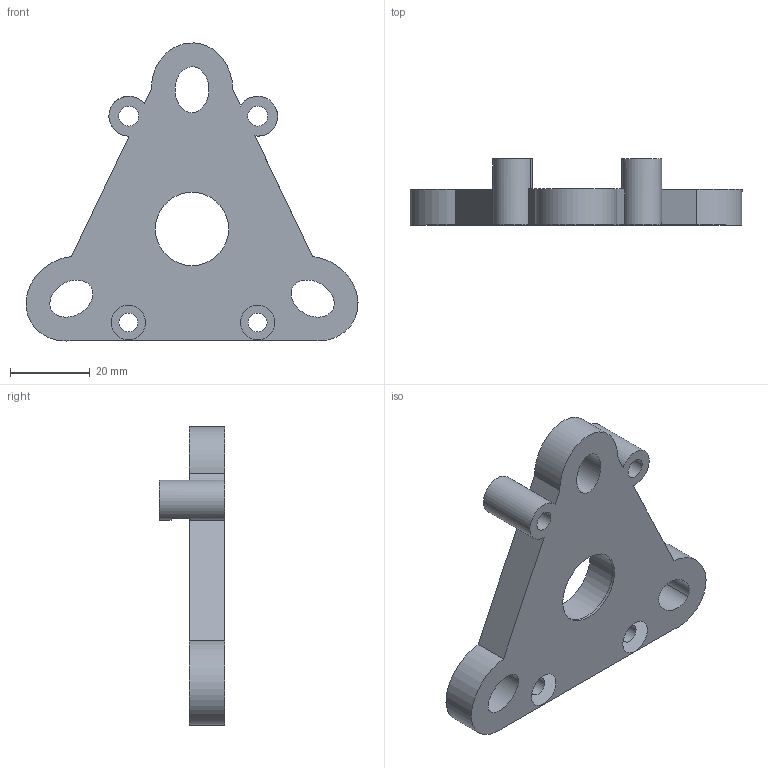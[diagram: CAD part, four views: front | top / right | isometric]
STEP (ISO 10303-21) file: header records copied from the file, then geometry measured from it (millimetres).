
FILE_DESCRIPTION(/* description */ (''),/* implementation_level */ '2;1');
FILE_NAME(/* name */ 'Gantry Plate AlphaV1.step',/* time_stamp */ '2023-04-22T13:29:41-04:00',/* author */ (''),/* organization */ (''),/* preprocessor_version */ 'ST-DEVELOPER v19.2',/* originating_system */ 'Autodesk Translation Framework v12.4.0.73',/* authorisation */ '');
FILE_SCHEMA (('AUTOMOTIVE_DESIGN { 1 0 10303 214 3 1 1 }'));
Length unit declared in the file: millimetre
Products named in the file (1): Gantry Plate AlphaV1
Bounding box: 83.42 x 16.54 x 74.89 mm (x, y, z)
Volume: 28253.9 mm3; surface area: 11566 mm2
Topology: 1 solids, 1 shells, 50 faces, 133 edges, 88 vertices
Faces by surface type: plane 21, cylinder 15, bspline 8, cone 4, torus 2
Full cylindrical faces by diameter (mm): 4.7 x2, 5 x2, 10.001 x1, 18.4 x1, 19 x1
Entity records: 2112 total; most frequent: CARTESIAN_POINT 821, ORIENTED_EDGE 266, DIRECTION 239, EDGE_CURVE 133, AXIS2_PLACEMENT_3D 89, VERTEX_POINT 88, EDGE_LOOP 69, LINE 61
